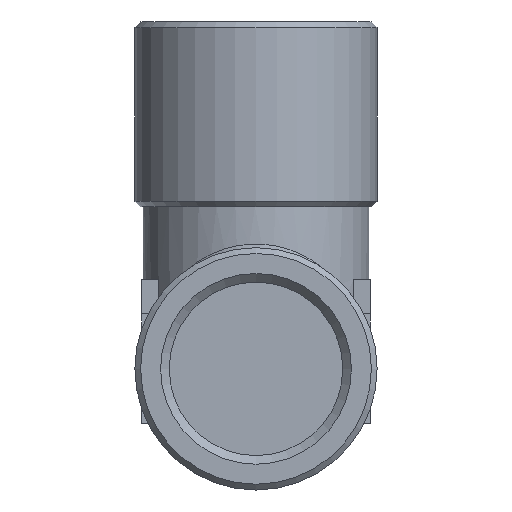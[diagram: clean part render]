
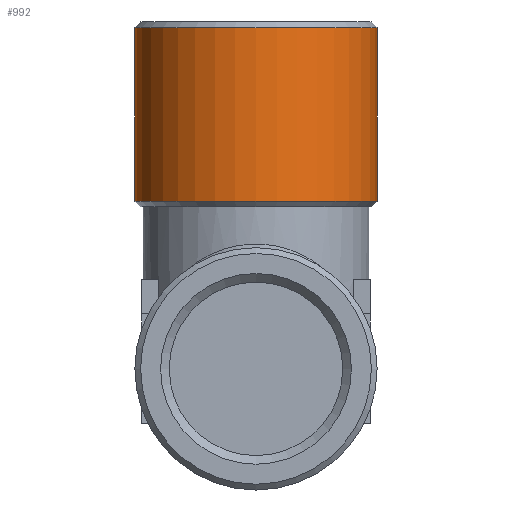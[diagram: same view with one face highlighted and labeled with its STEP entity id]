
A CAD part, left-side view. The second image highlights one B-rep face of the part: STEP entity #992.
In plain terms, the highlighted cylindrical face has radius 10.477 mm (diameter 20.955 mm), a full revolution.
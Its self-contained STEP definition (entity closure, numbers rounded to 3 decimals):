
#37=CYLINDRICAL_SURFACE('',#1056,10.478);
#52=CIRCLE('',#1057,10.478);
#53=CIRCLE('',#1058,10.478);
#192=ORIENTED_EDGE('',*,*,#312,.T.);
#193=ORIENTED_EDGE('',*,*,#313,.T.);
#312=EDGE_CURVE('',#376,#376,#52,.T.);
#313=EDGE_CURVE('',#377,#377,#53,.T.);
#376=VERTEX_POINT('',#1454);
#377=VERTEX_POINT('',#1456);
#504=EDGE_LOOP('',(#192));
#505=EDGE_LOOP('',(#193));
#574=FACE_BOUND('',#504,.T.);
#575=FACE_BOUND('',#505,.T.);
#992=ADVANCED_FACE('',(#574,#575),#37,.T.);
#1056=AXIS2_PLACEMENT_3D('',#1452,#1211,#1212);
#1057=AXIS2_PLACEMENT_3D('',#1453,#1213,#1214);
#1058=AXIS2_PLACEMENT_3D('',#1455,#1215,#1216);
#1211=DIRECTION('',(0.,0.,-1.));
#1212=DIRECTION('',(-1.,0.,0.));
#1213=DIRECTION('',(0.,0.,-1.));
#1214=DIRECTION('',(-1.,0.,0.));
#1215=DIRECTION('',(0.,0.,1.));
#1216=DIRECTION('',(1.,0.,0.));
#1452=CARTESIAN_POINT('',(0.,0.,34.75));
#1453=CARTESIAN_POINT('',(0.,0.,34.25));
#1454=CARTESIAN_POINT('',(-10.478,0.,34.25));
#1455=CARTESIAN_POINT('',(0.,0.,19.25));
#1456=CARTESIAN_POINT('',(10.478,0.,19.25));
